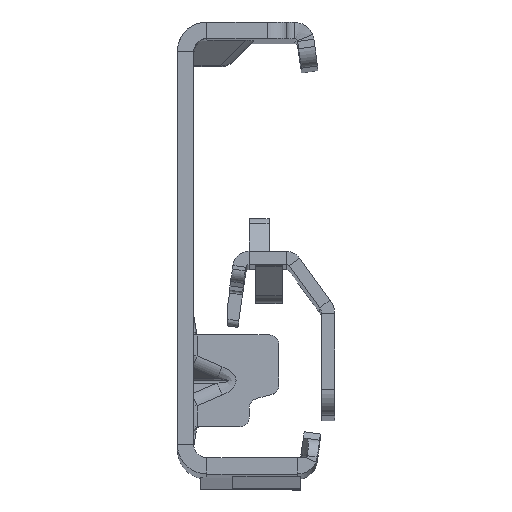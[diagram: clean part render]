
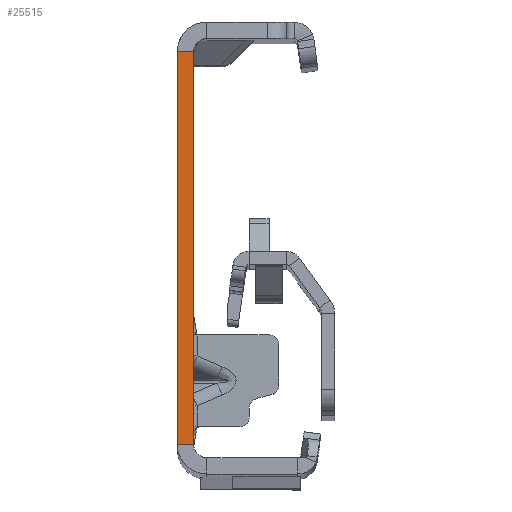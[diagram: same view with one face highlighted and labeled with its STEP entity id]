
A CAD part, top view. The second image highlights one B-rep face of the part: STEP entity #25515.
In plain terms, the highlighted planar face has unit normal (0, 0, 1).
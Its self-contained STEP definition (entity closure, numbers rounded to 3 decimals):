
#628 = CARTESIAN_POINT ( 'NONE',  ( 0., 30., 0. ) ) ;
#2172 = EDGE_CURVE ( 'NONE', #7010, #38891, #15891, .T. ) ;
#2397 = LINE ( 'NONE', #10296, #22668 ) ;
#3124 = ORIENTED_EDGE ( 'NONE', *, *, #14563, .T. ) ;
#4481 = DIRECTION ( 'NONE',  ( -1., 0., 0. ) ) ;
#4568 = DIRECTION ( 'NONE',  ( 1., 0., 0. ) ) ;
#4759 = CARTESIAN_POINT ( 'NONE',  ( -2.5, -32., 0. ) ) ;
#5237 = DIRECTION ( 'NONE',  ( 0., -1., 0. ) ) ;
#5359 = LINE ( 'NONE', #20469, #32232 ) ;
#7010 = VERTEX_POINT ( 'NONE', #22212 ) ;
#7979 = CARTESIAN_POINT ( 'NONE',  ( 0., -30., 0. ) ) ;
#10296 = CARTESIAN_POINT ( 'NONE',  ( 0., 30., 0. ) ) ;
#10862 = AXIS2_PLACEMENT_3D ( 'NONE', #27112, #38528, #4568 ) ;
#11336 = VERTEX_POINT ( 'NONE', #11360 ) ;
#11360 = CARTESIAN_POINT ( 'NONE',  ( -2.5, 30., 0. ) ) ;
#13047 = DIRECTION ( 'NONE',  ( 0., -1., 0. ) ) ;
#13069 = ORIENTED_EDGE ( 'NONE', *, *, #25192, .F. ) ;
#14563 = EDGE_CURVE ( 'NONE', #11336, #38891, #46594, .T. ) ;
#15891 = LINE ( 'NONE', #7979, #43076 ) ;
#17502 = ORIENTED_EDGE ( 'NONE', *, *, #44987, .T. ) ;
#19433 = FACE_OUTER_BOUND ( 'NONE', #21894, .T. ) ;
#19926 = ORIENTED_EDGE ( 'NONE', *, *, #2172, .F. ) ;
#20469 = CARTESIAN_POINT ( 'NONE',  ( 0., -32., 0. ) ) ;
#21894 = EDGE_LOOP ( 'NONE', ( #13069, #17502, #3124, #19926 ) ) ;
#22212 = CARTESIAN_POINT ( 'NONE',  ( 0., -30., 0. ) ) ;
#22668 = VECTOR ( 'NONE', #48404, 1000. ) ;
#25192 = EDGE_CURVE ( 'NONE', #35354, #7010, #5359, .T. ) ;
#25515 = ADVANCED_FACE ( 'NONE', ( #19433 ), #35546, .T. ) ;
#27112 = CARTESIAN_POINT ( 'NONE',  ( -2.5, -32., 0. ) ) ;
#32232 = VECTOR ( 'NONE', #13047, 1000. ) ;
#35354 = VERTEX_POINT ( 'NONE', #628 ) ;
#35546 = PLANE ( 'NONE',  #10862 ) ;
#37405 = CARTESIAN_POINT ( 'NONE',  ( -2.5, -30., 0. ) ) ;
#38528 = DIRECTION ( 'NONE',  ( 0., 0., 1. ) ) ;
#38891 = VERTEX_POINT ( 'NONE', #37405 ) ;
#43076 = VECTOR ( 'NONE', #4481, 1000. ) ;
#43142 = VECTOR ( 'NONE', #5237, 1000. ) ;
#44987 = EDGE_CURVE ( 'NONE', #35354, #11336, #2397, .T. ) ;
#46594 = LINE ( 'NONE', #4759, #43142 ) ;
#48404 = DIRECTION ( 'NONE',  ( -1., 0., 0. ) ) ;
